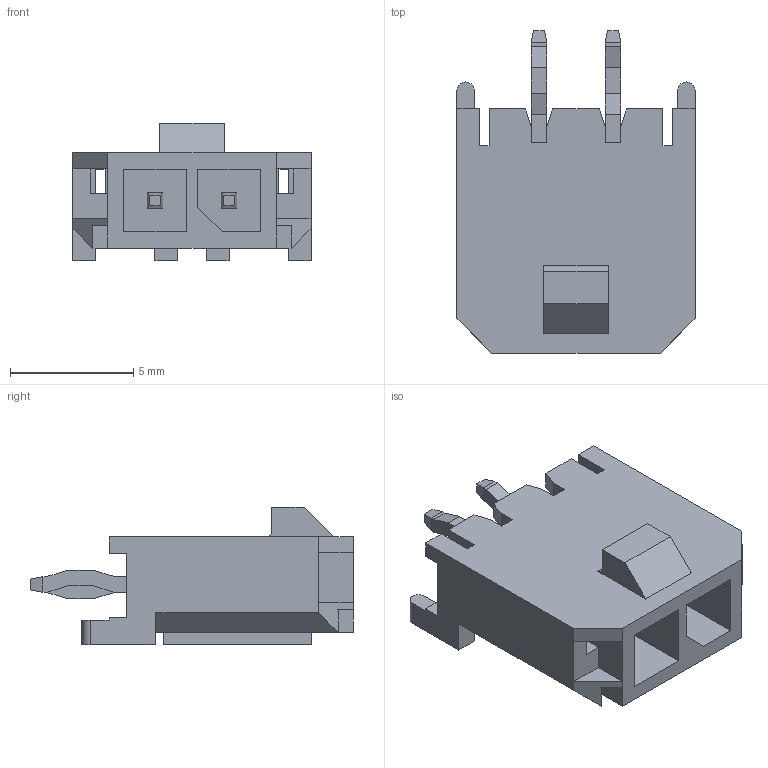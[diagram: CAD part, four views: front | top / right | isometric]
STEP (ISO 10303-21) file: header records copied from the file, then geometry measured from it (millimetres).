
FILE_DESCRIPTION(/* description */ ('Unknown'),/* implementation_level */ '2;1');
FILE_NAME(/* name */ '66200211124',/* time_stamp */ '2022-08-26T14:18:05+02:00',/* author */ ('Unknown'),/* organization */ ('Unknown'),/* preprocessor_version */ 'ST-DEVELOPER v16.7',/* originating_system */ 'Solid Edge',/* authorisation */ 'Unknown');
FILE_SCHEMA (('AUTOMOTIVE_DESIGN {1 0 10303 214 3 1 1}'));
Length unit declared in the file: millimetre
Products named in the file (3): 6620xx11124; 66200211122; 6620xx11124_PIN
Assembly tree (3 placements, depth 2):
  6620xx11124
    66200211122
    6620xx11124_PIN  x2
Bounding box: 9.65 x 13.08 x 5.57 mm (x, y, z)
Volume: 241.1 mm3; surface area: 676.2 mm2
Topology: 3 solids, 3 shells, 187 faces, 516 edges, 330 vertices
Faces by surface type: plane 184, cylinder 3
Entity records: 5360 total; most frequent: CARTESIAN_POINT 915, ORIENTED_EDGE 912, DIRECTION 792, EDGE_CURVE 456, LINE 450, VECTOR 450, VERTEX_POINT 294, AXIS2_PLACEMENT_3D 171
